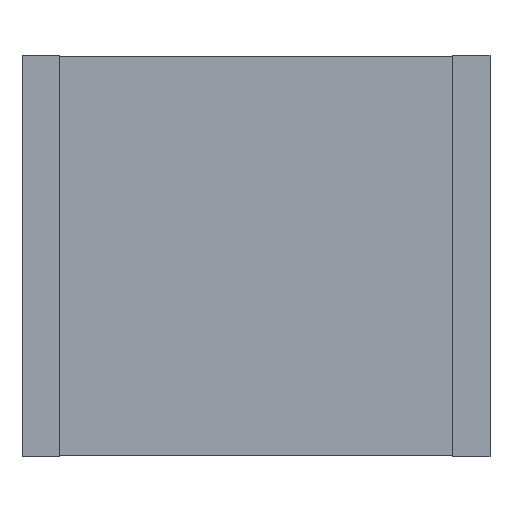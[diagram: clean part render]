
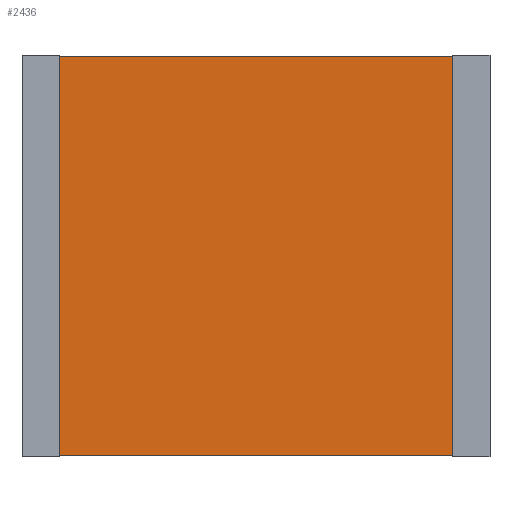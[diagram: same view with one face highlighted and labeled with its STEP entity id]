
A CAD part, front view. The second image highlights one B-rep face of the part: STEP entity #2436.
In plain terms, the highlighted planar face has unit normal (0, -1, 0).
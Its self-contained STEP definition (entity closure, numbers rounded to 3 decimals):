
#51 = CARTESIAN_POINT ( 'NONE',  ( 5.79, 0., 0. ) ) ;
#162 = EDGE_LOOP ( 'NONE', ( #1541, #1082, #368, #273 ) ) ;
#273 = ORIENTED_EDGE ( 'NONE', *, *, #1128, .T. ) ;
#368 = ORIENTED_EDGE ( 'NONE', *, *, #628, .F. ) ;
#383 = CARTESIAN_POINT ( 'NONE',  ( 5.79, 0., -5.38 ) ) ;
#500 = LINE ( 'NONE', #1285, #2056 ) ;
#628 = EDGE_CURVE ( 'NONE', #900, #834, #1874, .T. ) ;
#640 = DIRECTION ( 'NONE',  ( -1., 0., 0. ) ) ;
#804 = DIRECTION ( 'NONE',  ( 0., 0., 1. ) ) ;
#834 = VERTEX_POINT ( 'NONE', #2118 ) ;
#886 = VERTEX_POINT ( 'NONE', #383 ) ;
#900 = VERTEX_POINT ( 'NONE', #983 ) ;
#914 = VECTOR ( 'NONE', #640, 1000. ) ;
#917 = EDGE_CURVE ( 'NONE', #886, #834, #957, .T. ) ;
#957 = LINE ( 'NONE', #51, #2506 ) ;
#983 = CARTESIAN_POINT ( 'NONE',  ( 0.49, 0., 0. ) ) ;
#1018 = DIRECTION ( 'NONE',  ( 0., -1., 0. ) ) ;
#1046 = CARTESIAN_POINT ( 'NONE',  ( 0., 0., -5.38 ) ) ;
#1082 = ORIENTED_EDGE ( 'NONE', *, *, #917, .T. ) ;
#1102 = EDGE_CURVE ( 'NONE', #886, #1911, #1458, .T. ) ;
#1128 = EDGE_CURVE ( 'NONE', #900, #1911, #500, .T. ) ;
#1180 = CARTESIAN_POINT ( 'NONE',  ( 0.49, 0., -5.38 ) ) ;
#1203 = DIRECTION ( 'NONE',  ( 0., 0., -1. ) ) ;
#1285 = CARTESIAN_POINT ( 'NONE',  ( 0.49, 0., 0. ) ) ;
#1384 = PLANE ( 'NONE',  #2371 ) ;
#1458 = LINE ( 'NONE', #1046, #914 ) ;
#1541 = ORIENTED_EDGE ( 'NONE', *, *, #1102, .F. ) ;
#1585 = CARTESIAN_POINT ( 'NONE',  ( 0., 0., 0. ) ) ;
#1653 = VECTOR ( 'NONE', #2457, 1000. ) ;
#1681 = CARTESIAN_POINT ( 'NONE',  ( 0., 0., 0. ) ) ;
#1874 = LINE ( 'NONE', #1681, #1653 ) ;
#1911 = VERTEX_POINT ( 'NONE', #1180 ) ;
#2056 = VECTOR ( 'NONE', #2232, 1000. ) ;
#2118 = CARTESIAN_POINT ( 'NONE',  ( 5.79, 0., 0. ) ) ;
#2232 = DIRECTION ( 'NONE',  ( 0., 0., -1. ) ) ;
#2371 = AXIS2_PLACEMENT_3D ( 'NONE', #1585, #1018, #1203 ) ;
#2384 = FACE_OUTER_BOUND ( 'NONE', #162, .T. ) ;
#2436 = ADVANCED_FACE ( 'NONE', ( #2384 ), #1384, .T. ) ;
#2457 = DIRECTION ( 'NONE',  ( 1., 0., 0. ) ) ;
#2506 = VECTOR ( 'NONE', #804, 1000. ) ;
